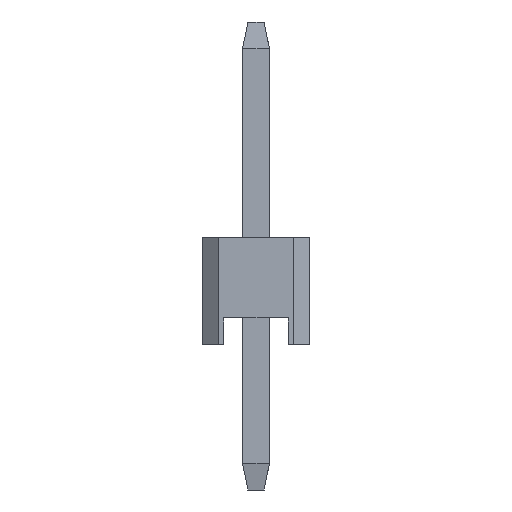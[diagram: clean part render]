
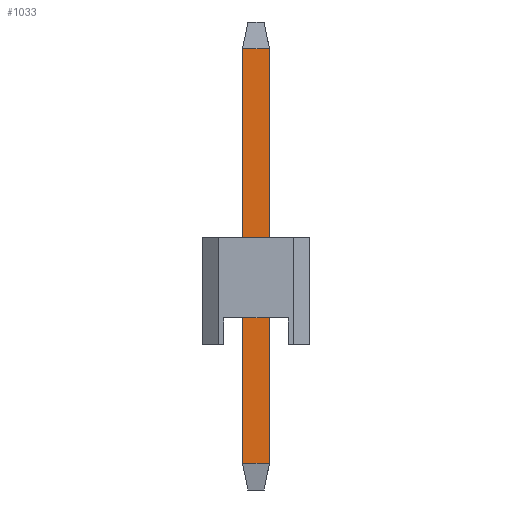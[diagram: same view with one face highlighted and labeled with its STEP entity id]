
A CAD part, left-side view. The second image highlights one B-rep face of the part: STEP entity #1033.
In plain terms, the highlighted planar face has unit normal (-1, 0, 0).
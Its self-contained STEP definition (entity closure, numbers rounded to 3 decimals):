
#1033=ADVANCED_FACE('',(#1717),#10917,.T.);
#1717=FACE_OUTER_BOUND('',#2453,.T.);
#2453=EDGE_LOOP('',(#5778,#5779,#5780,#5781));
#5778=ORIENTED_EDGE('',*,*,#7489,.F.);
#5779=ORIENTED_EDGE('',*,*,#7490,.F.);
#5780=ORIENTED_EDGE('',*,*,#7491,.F.);
#5781=ORIENTED_EDGE('',*,*,#7488,.F.);
#7488=EDGE_CURVE('',#10234,#10235,#9170,.T.);
#7489=EDGE_CURVE('',#10236,#10234,#9171,.T.);
#7490=EDGE_CURVE('',#10237,#10236,#9172,.T.);
#7491=EDGE_CURVE('',#10235,#10237,#9173,.T.);
#9170=B_SPLINE_CURVE_WITH_KNOTS('',1,(#17376,#17377),.UNSPECIFIED.,.F.,
 .F.,(2,2),(-7.7,0.),.UNSPECIFIED.);
#9171=B_SPLINE_CURVE_WITH_KNOTS('',1,(#17378,#17379),.UNSPECIFIED.,.F.,
 .F.,(2,2),(-0.5,0.),.UNSPECIFIED.);
#9172=B_SPLINE_CURVE_WITH_KNOTS('',1,(#17380,#17381),.UNSPECIFIED.,.F.,
 .F.,(2,2),(-7.7,0.),.UNSPECIFIED.);
#9173=B_SPLINE_CURVE_WITH_KNOTS('',1,(#17382,#17383),.UNSPECIFIED.,.F.,
 .F.,(2,2),(-0.5,0.),.UNSPECIFIED.);
#10234=VERTEX_POINT('',#17356);
#10235=VERTEX_POINT('',#17357);
#10236=VERTEX_POINT('',#17358);
#10237=VERTEX_POINT('',#17359);
#10917=PLANE('',#11621);
#11621=AXIS2_PLACEMENT_3D('',#17339,#12308,$);
#12308=DIRECTION('',(-1.,0.,0.));
#17339=CARTESIAN_POINT('',(-0.25,29.04,6.34));
#17356=CARTESIAN_POINT('',(-0.25,29.75,5.51));
#17357=CARTESIAN_POINT('',(-0.25,29.75,-2.19));
#17358=CARTESIAN_POINT('',(-0.25,30.25,5.51));
#17359=CARTESIAN_POINT('',(-0.25,30.25,-2.19));
#17376=CARTESIAN_POINT('',(-0.25,29.75,5.51));
#17377=CARTESIAN_POINT('',(-0.25,29.75,-2.19));
#17378=CARTESIAN_POINT('',(-0.25,30.25,5.51));
#17379=CARTESIAN_POINT('',(-0.25,29.75,5.51));
#17380=CARTESIAN_POINT('',(-0.25,30.25,-2.19));
#17381=CARTESIAN_POINT('',(-0.25,30.25,5.51));
#17382=CARTESIAN_POINT('',(-0.25,29.75,-2.19));
#17383=CARTESIAN_POINT('',(-0.25,30.25,-2.19));
